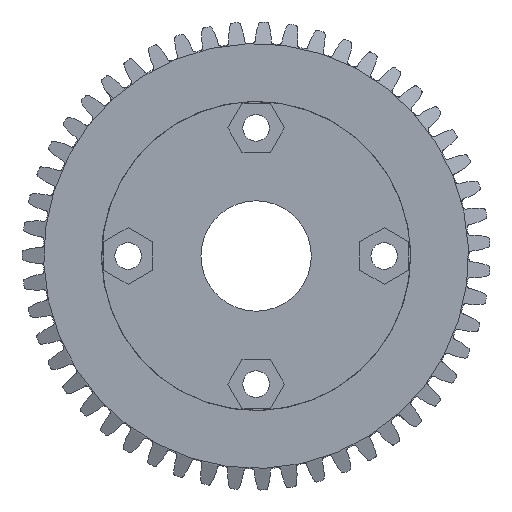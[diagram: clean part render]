
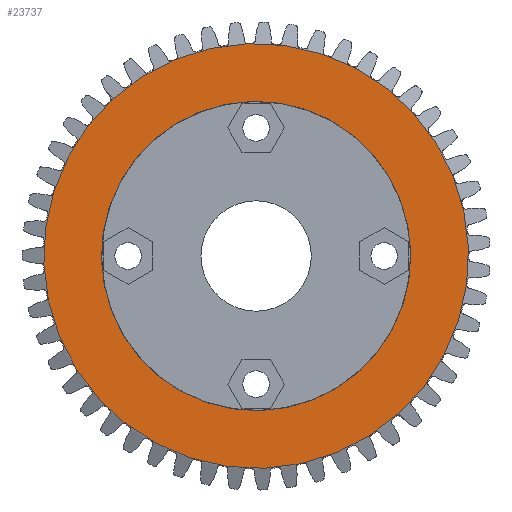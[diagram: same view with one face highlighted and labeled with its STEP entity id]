
A CAD part, front view. The second image highlights one B-rep face of the part: STEP entity #23737.
In plain terms, the highlighted planar face has unit normal (0, -1, 0).
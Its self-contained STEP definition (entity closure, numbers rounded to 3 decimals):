
#843 = CARTESIAN_POINT ( 'NONE',  ( 0.029, 12.215, 35.136 ) ) ;
#1151 = DIRECTION ( 'NONE',  ( 0., 1., 0. ) ) ;
#1270 = ORIENTED_EDGE ( 'NONE', *, *, #8832, .F. ) ;
#1476 = EDGE_LOOP ( 'NONE', ( #2599, #2467 ) ) ;
#2467 = ORIENTED_EDGE ( 'NONE', *, *, #22218, .T. ) ;
#2599 = ORIENTED_EDGE ( 'NONE', *, *, #19992, .T. ) ;
#2663 = DIRECTION ( 'NONE',  ( -0.672, 0., 0.74 ) ) ;
#2937 = DIRECTION ( 'NONE',  ( -0.672, 0., 0.74 ) ) ;
#3472 = DIRECTION ( 'NONE',  ( -0.672, 0., 0.74 ) ) ;
#5598 = VERTEX_POINT ( 'NONE', #17111 ) ;
#6918 = DIRECTION ( 'NONE',  ( 0.672, 0., -0.74 ) ) ;
#7823 = EDGE_LOOP ( 'NONE', ( #23925, #1270 ) ) ;
#8113 = AXIS2_PLACEMENT_3D ( 'NONE', #20798, #24549, #6918 ) ;
#8832 = EDGE_CURVE ( 'NONE', #5598, #24187, #24946, .T. ) ;
#8850 = FACE_OUTER_BOUND ( 'NONE', #7823, .T. ) ;
#8976 = EDGE_CURVE ( 'NONE', #24187, #5598, #23332, .T. ) ;
#9851 = VERTEX_POINT ( 'NONE', #16546 ) ;
#10471 = VERTEX_POINT ( 'NONE', #10834 ) ;
#10834 = CARTESIAN_POINT ( 'NONE',  ( -11.732, 12.215, 48.095 ) ) ;
#12724 = CARTESIAN_POINT ( 'NONE',  ( 0.029, 12.215, 35.136 ) ) ;
#13032 = CARTESIAN_POINT ( 'NONE',  ( 0.029, 12.215, 35.136 ) ) ;
#13950 = CARTESIAN_POINT ( 'NONE',  ( -16.137, 12.215, 52.948 ) ) ;
#14168 = CIRCLE ( 'NONE', #17856, 17.5 ) ;
#15263 = AXIS2_PLACEMENT_3D ( 'NONE', #12724, #20534, #2937 ) ;
#16546 = CARTESIAN_POINT ( 'NONE',  ( 11.791, 12.215, 22.178 ) ) ;
#16733 = DIRECTION ( 'NONE',  ( -0.672, 0., 0.74 ) ) ;
#16946 = DIRECTION ( 'NONE',  ( 0., 1., 0. ) ) ;
#17111 = CARTESIAN_POINT ( 'NONE',  ( 16.196, 12.215, 17.325 ) ) ;
#17856 = AXIS2_PLACEMENT_3D ( 'NONE', #13032, #1151, #16733 ) ;
#17946 = AXIS2_PLACEMENT_3D ( 'NONE', #25194, #16946, #3472 ) ;
#18736 = FACE_BOUND ( 'NONE', #1476, .T. ) ;
#18779 = AXIS2_PLACEMENT_3D ( 'NONE', #843, #22097, #2663 ) ;
#19992 = EDGE_CURVE ( 'NONE', #10471, #9851, #20548, .T. ) ;
#20528 = PLANE ( 'NONE',  #8113 ) ;
#20534 = DIRECTION ( 'NONE',  ( 0., 1., 0. ) ) ;
#20548 = CIRCLE ( 'NONE', #15263, 17.5 ) ;
#20798 = CARTESIAN_POINT ( 'NONE',  ( 0.029, 12.215, 35.136 ) ) ;
#22097 = DIRECTION ( 'NONE',  ( 0., 1., 0. ) ) ;
#22218 = EDGE_CURVE ( 'NONE', #9851, #10471, #14168, .T. ) ;
#23332 = CIRCLE ( 'NONE', #18779, 24.054 ) ;
#23737 = ADVANCED_FACE ( 'NONE', ( #18736, #8850 ), #20528, .T. ) ;
#23925 = ORIENTED_EDGE ( 'NONE', *, *, #8976, .F. ) ;
#24187 = VERTEX_POINT ( 'NONE', #13950 ) ;
#24549 = DIRECTION ( 'NONE',  ( 0., -1., 0. ) ) ;
#24946 = CIRCLE ( 'NONE', #17946, 24.054 ) ;
#25194 = CARTESIAN_POINT ( 'NONE',  ( 0.029, 12.215, 35.136 ) ) ;
